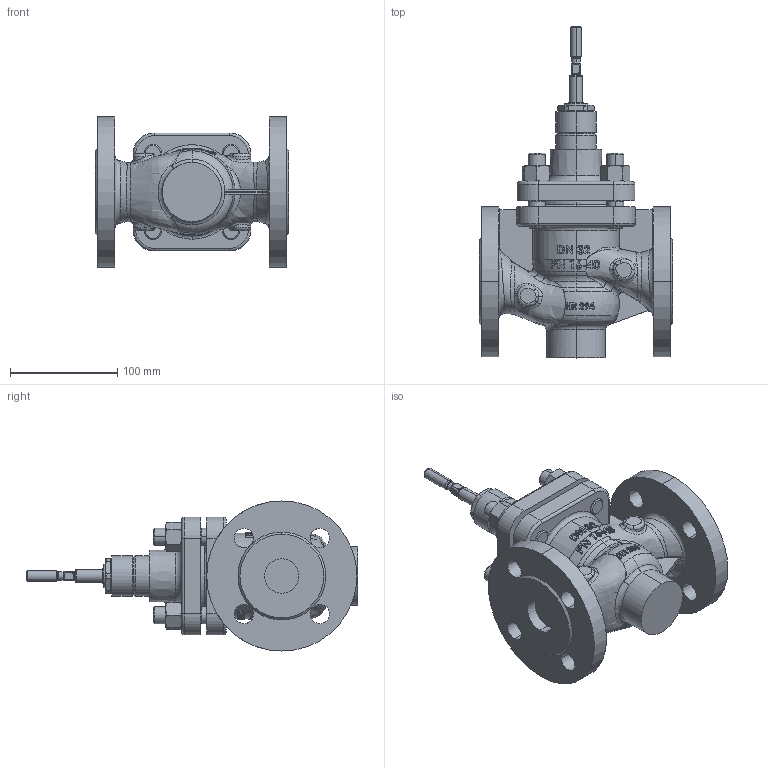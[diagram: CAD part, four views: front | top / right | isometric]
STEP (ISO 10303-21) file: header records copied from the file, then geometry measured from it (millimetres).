
FILE_DESCRIPTION (( 'STEP AP214' ), '1' );
FILE_NAME ('BR225 DN32 XXX PN16-40 for MC_STEP (Defeature).STEP', '2015-02-26T14:20:07', ( 'tdietz' ), ( '' ), 'SwSTEP 2.0', 'SolidWorks 2014', '' );
FILE_SCHEMA (( 'AUTOMOTIVE_DESIGN' ));
Length unit declared in the file: millimetre
Products named in the file (1): BR225 DN32 XXX PN16-40 for MC_STEP (Defeature)
Bounding box: 180 x 309.5 x 140 mm (x, y, z)
Volume: 1753995.1 mm3; surface area: 200576.9 mm2
Topology: 1 solids, 1 shells, 1028 faces, 2697 edges, 1730 vertices
Faces by surface type: plane 373, bspline 293, cylinder 174, cone 90, torus 73, sphere 25
Entity records: 164402 total; most frequent: CARTESIAN_POINT 138907, ORIENTED_EDGE 5332, DIRECTION 4174, EDGE_CURVE 2666, VERTEX_POINT 1713, AXIS2_PLACEMENT_3D 1669, EDGE_LOOP 1117, ADVANCED_FACE 1028
